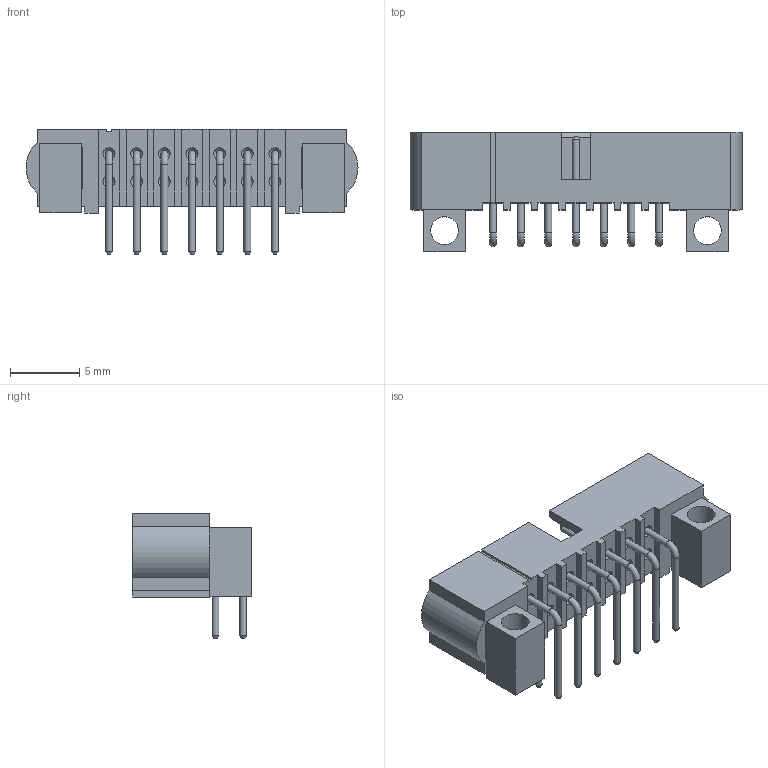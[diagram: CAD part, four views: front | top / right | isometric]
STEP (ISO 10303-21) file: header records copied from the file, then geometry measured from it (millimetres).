
FILE_DESCRIPTION(/* description */ (''),/* implementation_level */ '2;1');
FILE_NAME(/* name */ 'HARWIN_M80-5401442.stp',/* time_stamp */ '2016-06-07T09:57:12+02:00',/* author */ ('riccim'),/* organization */ ('SolidWorks'),/* preprocessor_version */ 'ST-DEVELOPER v15.5',/* originating_system */ 'AutoCAD Mechanical',/* authorisation */ ' ');
FILE_SCHEMA (('AUTOMOTIVE_DESIGN { 1 0 10303 214 3 1 1 }'));
Length unit declared in the file: millimetre
Products named in the file (1): Product
Bounding box: 24 x 8.6 x 9.05 mm (x, y, z)
Volume: 511 mm3; surface area: 1479.4 mm2
Topology: 17 solids, 17 shells, 435 faces, 978 edges, 598 vertices
Faces by surface type: plane 247, cylinder 76, bspline 56, cone 42, torus 14
Full cylindrical faces by diameter (mm): 0.496 x14, 0.497 x14, 0.5 x14, 0.51 x14, 2.012 x2, 2.223 x2, 3 x2, 3.04 x2, 3.2 x2
Entity records: 12604 total; most frequent: CARTESIAN_POINT 3762, DIRECTION 1815, ORIENTED_EDGE 1622, EDGE_CURVE 811, AXIS2_PLACEMENT_3D 735, EDGE_LOOP 613, VERTEX_POINT 552, FACE_OUTER_BOUND 435
